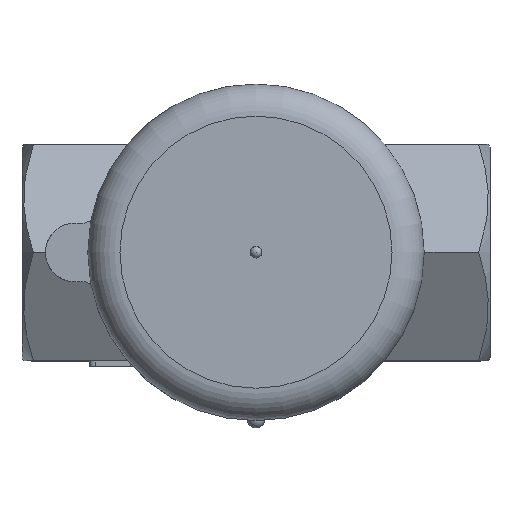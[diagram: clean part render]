
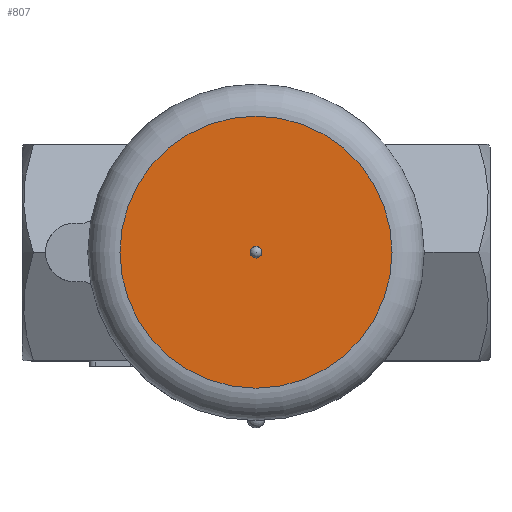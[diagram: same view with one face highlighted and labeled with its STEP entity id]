
A CAD part, top view. The second image highlights one B-rep face of the part: STEP entity #807.
In plain terms, the highlighted planar face has unit normal (0, 0, 1).
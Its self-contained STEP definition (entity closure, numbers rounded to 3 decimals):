
#748=CARTESIAN_POINT('',(0.,-1.,49.3));
#749=VERTEX_POINT('',#748);
#750=CARTESIAN_POINT('',(0.,0.0,49.3));
#751=DIRECTION('',(0.0,0.0,-1.0));
#752=DIRECTION('',(0.0,1.0,0.0));
#753=AXIS2_PLACEMENT_3D('',#750,#751,#752);
#754=CIRCLE('',#753,1.);
#755=EDGE_CURVE('',#749,#749,#754,.T.);
#788=CARTESIAN_POINT('',(-11.625,0.0,49.3));
#789=DIRECTION('',(0.0,0.0,1.0));
#790=DIRECTION('',(1.0,0.0,0.0));
#791=AXIS2_PLACEMENT_3D('',#788,#789,#790);
#792=PLANE('',#791);
#793=CARTESIAN_POINT('',(-23.25,0.0,49.3));
#794=VERTEX_POINT('',#793);
#795=CARTESIAN_POINT('',(0.,0.0,49.3));
#796=DIRECTION('',(0.0,0.0,-1.0));
#797=DIRECTION('',(-1.0,0.0,0.0));
#798=AXIS2_PLACEMENT_3D('',#795,#796,#797);
#799=CIRCLE('',#798,23.25);
#800=EDGE_CURVE('',#794,#794,#799,.T.);
#801=ORIENTED_EDGE('',*,*,#800,.F.);
#802=EDGE_LOOP('',(#801));
#803=FACE_OUTER_BOUND('',#802,.T.);
#804=ORIENTED_EDGE('',*,*,#755,.T.);
#805=EDGE_LOOP('',(#804));
#806=FACE_BOUND('',#805,.T.);
#807=ADVANCED_FACE('',(#803,#806),#792,.T.);
